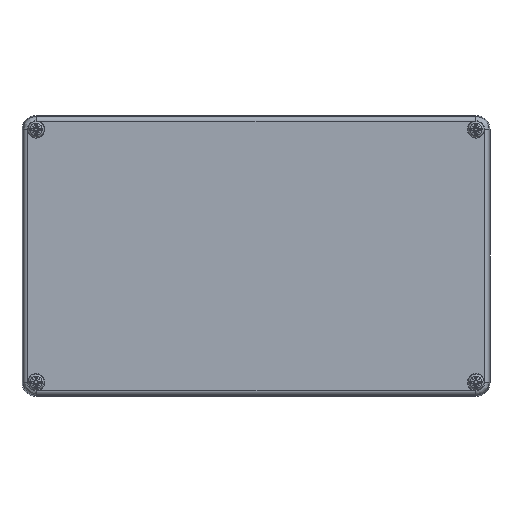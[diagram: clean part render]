
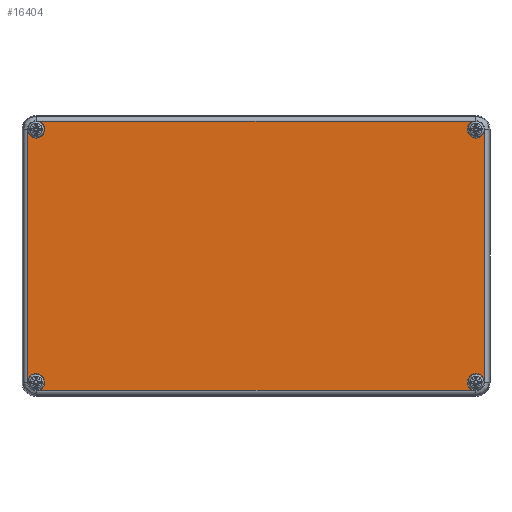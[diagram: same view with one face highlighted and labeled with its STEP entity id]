
A CAD part, top view. The second image highlights one B-rep face of the part: STEP entity #16404.
In plain terms, the highlighted planar face has unit normal (0, 0, 1).
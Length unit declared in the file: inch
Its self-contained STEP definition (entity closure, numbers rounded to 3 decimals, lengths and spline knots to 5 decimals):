
#478 = CARTESIAN_POINT ( 'NONE',  ( -3.83867, -2.079, 1.20079 ) ) ;
#874 = AXIS2_PLACEMENT_3D ( 'NONE', #59203, #71974, #58624 ) ;
#1042 = DIRECTION ( 'NONE',  ( -1., 0., 0. ) ) ;
#2033 = VERTEX_POINT ( 'NONE', #76899 ) ;
#2927 = VERTEX_POINT ( 'NONE', #42435 ) ;
#4213 = CARTESIAN_POINT ( 'NONE',  ( -3.70079, -2.12598, 1.20079 ) ) ;
#5017 = CARTESIAN_POINT ( 'NONE',  ( 3.6538, 2.26387, 1.20079 ) ) ;
#7711 = DIRECTION ( 'NONE',  ( 0., 0., -1. ) ) ;
#10727 = VECTOR ( 'NONE', #56191, 39.37008 ) ;
#10830 = DIRECTION ( 'NONE',  ( 0., 0., 1. ) ) ;
#12077 = AXIS2_PLACEMENT_3D ( 'NONE', #55374, #7711, #1042 ) ;
#12371 = DIRECTION ( 'NONE',  ( 0., -1., 0. ) ) ;
#12970 = CARTESIAN_POINT ( 'NONE',  ( -3.83867, 0., 1.20079 ) ) ;
#15423 = EDGE_CURVE ( 'NONE', #41503, #2927, #83423, .T. ) ;
#16404 = ADVANCED_FACE ( 'NONE', ( #59215 ), #68786, .F. ) ;
#17867 = ORIENTED_EDGE ( 'NONE', *, *, #32169, .F. ) ;
#18753 = CARTESIAN_POINT ( 'NONE',  ( 3.6538, -2.26387, 1.20079 ) ) ;
#20682 = ORIENTED_EDGE ( 'NONE', *, *, #15423, .F. ) ;
#24427 = LINE ( 'NONE', #12970, #54640 ) ;
#26258 = DIRECTION ( 'NONE',  ( 0., 0., 1. ) ) ;
#27277 = ORIENTED_EDGE ( 'NONE', *, *, #36756, .F. ) ;
#30790 = VECTOR ( 'NONE', #52475, 39.37008 ) ;
#31580 = VERTEX_POINT ( 'NONE', #83442 ) ;
#32169 = EDGE_CURVE ( 'NONE', #2927, #46193, #50158, .T. ) ;
#32308 = EDGE_CURVE ( 'NONE', #31580, #34036, #53339, .T. ) ;
#32559 = VERTEX_POINT ( 'NONE', #5017 ) ;
#33041 = EDGE_LOOP ( 'NONE', ( #72146, #17867, #20682, #57695, #39660, #54788, #68736, #27277 ) ) ;
#33697 = EDGE_CURVE ( 'NONE', #46193, #2033, #83901, .T. ) ;
#34036 = VERTEX_POINT ( 'NONE', #51484 ) ;
#34087 = CARTESIAN_POINT ( 'NONE',  ( -3.70079, 2.12598, 1.20079 ) ) ;
#35728 = LINE ( 'NONE', #75486, #10727 ) ;
#35889 = AXIS2_PLACEMENT_3D ( 'NONE', #4213, #10830, #69945 ) ;
#36756 = EDGE_CURVE ( 'NONE', #2033, #54121, #79833, .T. ) ;
#39660 = ORIENTED_EDGE ( 'NONE', *, *, #75737, .F. ) ;
#41503 = VERTEX_POINT ( 'NONE', #44224 ) ;
#41504 = AXIS2_PLACEMENT_3D ( 'NONE', #34087, #26258, #80358 ) ;
#42435 = CARTESIAN_POINT ( 'NONE',  ( 3.83867, -2.079, 1.20079 ) ) ;
#43043 = CARTESIAN_POINT ( 'NONE',  ( 3.83867, 0., 1.20079 ) ) ;
#44224 = CARTESIAN_POINT ( 'NONE',  ( 3.83867, 2.079, 1.20079 ) ) ;
#46193 = VERTEX_POINT ( 'NONE', #18753 ) ;
#47446 = CARTESIAN_POINT ( 'NONE',  ( 3.70079, 2.12598, 1.20079 ) ) ;
#50158 = CIRCLE ( 'NONE', #874, 0.14567 ) ;
#51484 = CARTESIAN_POINT ( 'NONE',  ( -3.6538, 2.26387, 1.20079 ) ) ;
#52475 = DIRECTION ( 'NONE',  ( -1., 0., 0. ) ) ;
#53339 = CIRCLE ( 'NONE', #41504, 0.14567 ) ;
#54121 = VERTEX_POINT ( 'NONE', #478 ) ;
#54355 = CIRCLE ( 'NONE', #80336, 0.14567 ) ;
#54640 = VECTOR ( 'NONE', #72694, 39.37008 ) ;
#54788 = ORIENTED_EDGE ( 'NONE', *, *, #32308, .F. ) ;
#55374 = CARTESIAN_POINT ( 'NONE',  ( 0., 0., 1.20079 ) ) ;
#56191 = DIRECTION ( 'NONE',  ( 1., 0., 0. ) ) ;
#57695 = ORIENTED_EDGE ( 'NONE', *, *, #76086, .F. ) ;
#58538 = VECTOR ( 'NONE', #12371, 39.37008 ) ;
#58624 = DIRECTION ( 'NONE',  ( -1., 0., 0. ) ) ;
#59203 = CARTESIAN_POINT ( 'NONE',  ( 3.70079, -2.12598, 1.20079 ) ) ;
#59215 = FACE_OUTER_BOUND ( 'NONE', #33041, .T. ) ;
#59832 = EDGE_CURVE ( 'NONE', #54121, #31580, #24427, .T. ) ;
#68736 = ORIENTED_EDGE ( 'NONE', *, *, #59832, .F. ) ;
#68786 = PLANE ( 'NONE',  #12077 ) ;
#69945 = DIRECTION ( 'NONE',  ( -1., 0., 0. ) ) ;
#71974 = DIRECTION ( 'NONE',  ( 0., 0., 1. ) ) ;
#72146 = ORIENTED_EDGE ( 'NONE', *, *, #33697, .F. ) ;
#72694 = DIRECTION ( 'NONE',  ( 0., 1., 0. ) ) ;
#73059 = DIRECTION ( 'NONE',  ( -1., 0., 0. ) ) ;
#75486 = CARTESIAN_POINT ( 'NONE',  ( 0., 2.26387, 1.20079 ) ) ;
#75737 = EDGE_CURVE ( 'NONE', #34036, #32559, #35728, .T. ) ;
#76086 = EDGE_CURVE ( 'NONE', #32559, #41503, #54355, .T. ) ;
#76899 = CARTESIAN_POINT ( 'NONE',  ( -3.6538, -2.26387, 1.20079 ) ) ;
#79804 = CARTESIAN_POINT ( 'NONE',  ( 0., -2.26387, 1.20079 ) ) ;
#79833 = CIRCLE ( 'NONE', #35889, 0.14567 ) ;
#80295 = DIRECTION ( 'NONE',  ( 0., 0., 1. ) ) ;
#80336 = AXIS2_PLACEMENT_3D ( 'NONE', #47446, #80295, #73059 ) ;
#80358 = DIRECTION ( 'NONE',  ( -1., 0., 0. ) ) ;
#83423 = LINE ( 'NONE', #43043, #58538 ) ;
#83442 = CARTESIAN_POINT ( 'NONE',  ( -3.83867, 2.079, 1.20079 ) ) ;
#83901 = LINE ( 'NONE', #79804, #30790 ) ;
